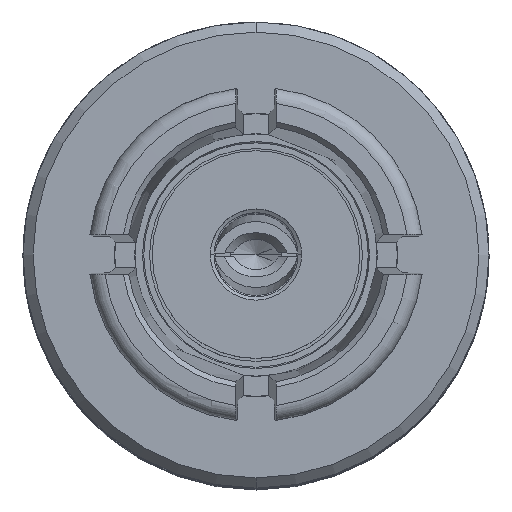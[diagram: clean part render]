
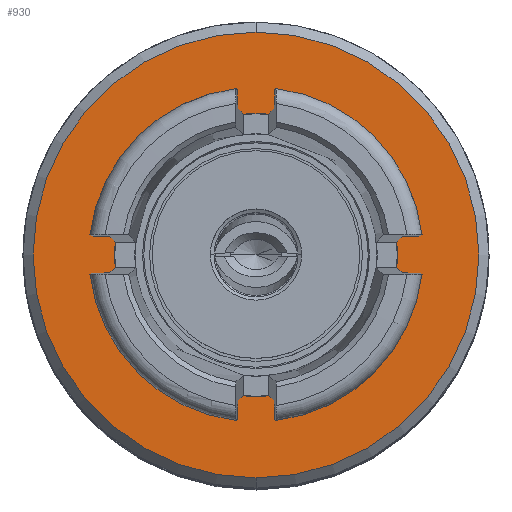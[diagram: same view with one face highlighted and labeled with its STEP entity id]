
A CAD part, top view. The second image highlights one B-rep face of the part: STEP entity #930.
In plain terms, the highlighted planar face has unit normal (0, 0, 1).
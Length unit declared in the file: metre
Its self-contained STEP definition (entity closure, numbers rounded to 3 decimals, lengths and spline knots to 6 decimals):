
#99 = CIRCLE ( 'NONE', #332, 0.001395 ) ;
#332 = AXIS2_PLACEMENT_3D ( 'NONE', #1798, #6036, #2407 ) ;
#393 = CARTESIAN_POINT ( 'NONE',  ( 0., -0.0023, -0.00285 ) ) ;
#602 = CARTESIAN_POINT ( 'NONE',  ( 0., 0., -0.00285 ) ) ;
#930 = ADVANCED_FACE ( 'NONE', ( #1638, #4852 ), #5220, .F. ) ;
#1200 = ORIENTED_EDGE ( 'NONE', *, *, #1774, .F. ) ;
#1206 = DIRECTION ( 'NONE',  ( 0., 1., 0. ) ) ;
#1311 = ORIENTED_EDGE ( 'NONE', *, *, #7611, .T. ) ;
#1638 = FACE_OUTER_BOUND ( 'NONE', #5725, .T. ) ;
#1727 = CARTESIAN_POINT ( 'NONE',  ( 0., 0., -0.00285 ) ) ;
#1774 = EDGE_CURVE ( 'NONE', #7248, #7564, #7315, .T. ) ;
#1798 = CARTESIAN_POINT ( 'NONE',  ( 0., 0., -0.00285 ) ) ;
#1799 = CIRCLE ( 'NONE', #7360, 0.0022 ) ;
#2332 = DIRECTION ( 'NONE',  ( 0., 1., 0. ) ) ;
#2407 = DIRECTION ( 'NONE',  ( 0., 1., 0. ) ) ;
#2622 = DIRECTION ( 'NONE',  ( 0., 0., 1. ) ) ;
#2641 = EDGE_CURVE ( 'NONE', #4405, #6234, #6930, .T. ) ;
#2691 = ORIENTED_EDGE ( 'NONE', *, *, #2641, .T. ) ;
#3007 = AXIS2_PLACEMENT_3D ( 'NONE', #6268, #2622, #6868 ) ;
#3249 = ORIENTED_EDGE ( 'NONE', *, *, #3493, .F. ) ;
#3394 = DIRECTION ( 'NONE',  ( 0., 0., -1. ) ) ;
#3493 = EDGE_CURVE ( 'NONE', #7564, #7248, #99, .T. ) ;
#3518 = CARTESIAN_POINT ( 'NONE',  ( 0., 0.0022, -0.00285 ) ) ;
#3854 = AXIS2_PLACEMENT_3D ( 'NONE', #393, #3394, #5846 ) ;
#3916 = EDGE_LOOP ( 'NONE', ( #3249, #1200 ) ) ;
#4202 = CARTESIAN_POINT ( 'NONE',  ( 0., -0.001395, -0.00285 ) ) ;
#4405 = VERTEX_POINT ( 'NONE', #3518 ) ;
#4823 = DIRECTION ( 'NONE',  ( 0., 0., 1. ) ) ;
#4852 = FACE_BOUND ( 'NONE', #3916, .T. ) ;
#4991 = AXIS2_PLACEMENT_3D ( 'NONE', #602, #4823, #1206 ) ;
#5220 = PLANE ( 'NONE',  #3854 ) ;
#5725 = EDGE_LOOP ( 'NONE', ( #2691, #1311 ) ) ;
#5846 = DIRECTION ( 'NONE',  ( 0., 1., 0. ) ) ;
#5962 = DIRECTION ( 'NONE',  ( 0., 0., 1. ) ) ;
#6036 = DIRECTION ( 'NONE',  ( 0., 0., 1. ) ) ;
#6234 = VERTEX_POINT ( 'NONE', #7428 ) ;
#6268 = CARTESIAN_POINT ( 'NONE',  ( 0., 0., -0.00285 ) ) ;
#6868 = DIRECTION ( 'NONE',  ( 0., 1., 0. ) ) ;
#6930 = CIRCLE ( 'NONE', #4991, 0.0022 ) ;
#7119 = CARTESIAN_POINT ( 'NONE',  ( 0., 0.001395, -0.00285 ) ) ;
#7248 = VERTEX_POINT ( 'NONE', #4202 ) ;
#7315 = CIRCLE ( 'NONE', #3007, 0.001395 ) ;
#7360 = AXIS2_PLACEMENT_3D ( 'NONE', #1727, #5962, #2332 ) ;
#7428 = CARTESIAN_POINT ( 'NONE',  ( 0., -0.0022, -0.00285 ) ) ;
#7564 = VERTEX_POINT ( 'NONE', #7119 ) ;
#7611 = EDGE_CURVE ( 'NONE', #6234, #4405, #1799, .T. ) ;
